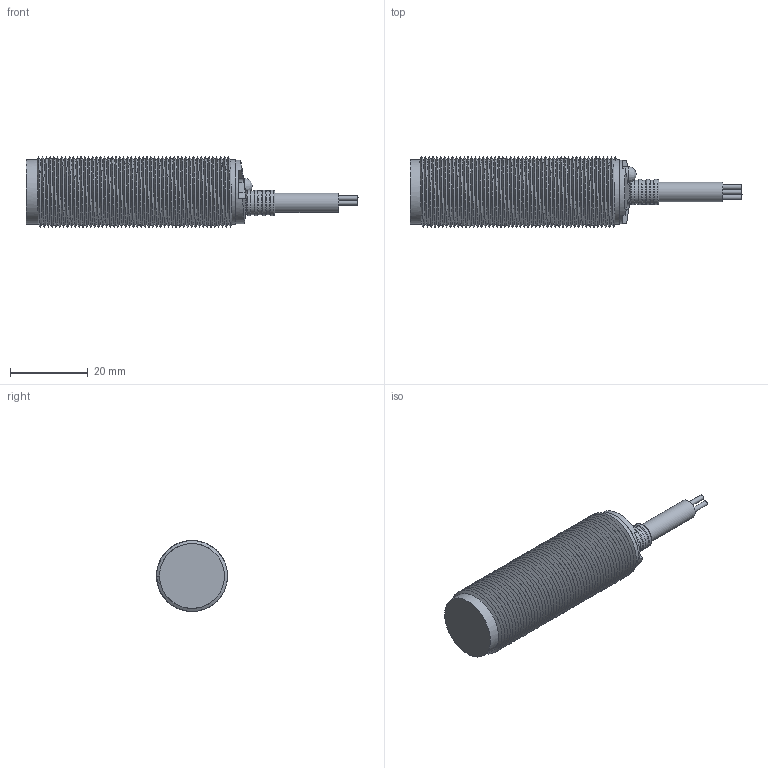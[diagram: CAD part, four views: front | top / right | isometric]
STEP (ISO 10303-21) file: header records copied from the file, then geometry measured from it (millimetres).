
FILE_DESCRIPTION( ('This file contains a STEP AP42 implementation' ,'as created by ZW3D STEP Interface translator.') ,'2;1' );
FILE_NAME( 'ECS1-1808X-X3UX.stp' ,'20 6 2. 95916', (''), ('ZWCAD Software Co.'), 'Version 1.0', 'ZW3D to STEP translator', '' );
FILE_SCHEMA(('AUTOMOTIVE_DESIGN'));
Length unit declared in the file: millimetre
Products named in the file (2): 0; ECS1-1808X-X2UX
Bounding box: 85.61 x 18.26 x 18.26 mm (x, y, z)
Volume: 28127.4 mm3; surface area: 12888.3 mm2
Topology: 2 solids, 2 shells, 206 faces, 521 edges, 332 vertices
Faces by surface type: bspline 206
Entity records: 12023 total; most frequent: CARTESIAN_POINT 8989, ORIENTED_EDGE 1042, EDGE_CURVE 521, VERTEX_POINT 332, EDGE_LOOP 219, B_SPLINE_CURVE_WITH_KNOTS 217, FACE_OUTER_BOUND 206, ADVANCED_FACE 206
